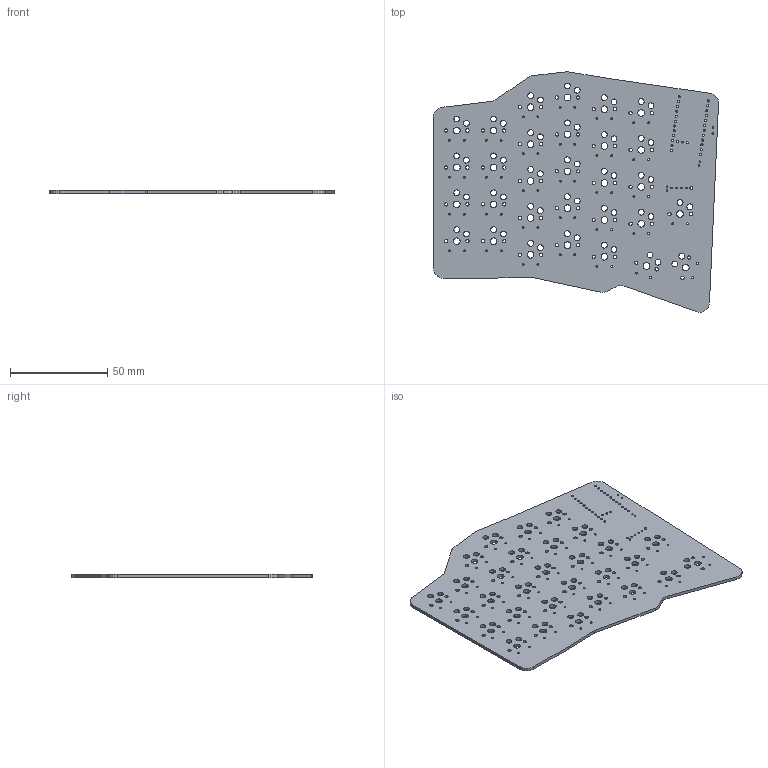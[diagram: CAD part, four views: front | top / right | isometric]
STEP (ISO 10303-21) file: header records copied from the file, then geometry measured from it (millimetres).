
FILE_DESCRIPTION(('KiCad electronic assembly'),'2;1');
FILE_NAME('left8_scrollwheel.step','2025-02-22T09:34:25',('Pcbnew'),( 'Kicad'),'Open CASCADE STEP processor 7.8','KiCad to STEP converter' ,'Unknown');
FILE_SCHEMA(('AUTOMOTIVE_DESIGN { 1 0 10303 214 1 1 1 1 }'));
Length unit declared in the file: millimetre
Products named in the file (2): left8_scrollwheel 1; left8_scrollwheel_PCB
Assembly tree (1 placements, depth 2):
  left8_scrollwheel 1
    left8_scrollwheel_PCB
Bounding box: 146.8 x 123.78 x 1.6 mm (x, y, z)
Volume: 22405.5 mm3; surface area: 31224.6 mm2
Topology: 1 solids, 1 shells, 283 faces, 843 edges, 562 vertices
Faces by surface type: cylinder 258, plane 25
Full cylindrical faces by diameter (mm): 0.75 x2, 0.9 x8, 0.991 x60, 1.092 x27, 1.5 x1, 1.702 x60, 3 x60, 3.429 x30
Entity records: 10842 total; most frequent: DIRECTION 1929, CARTESIAN_POINT 1690, ORIENTED_EDGE 1686, EDGE_CURVE 843, AXIS2_PLACEMENT_3D 801, FACE_BOUND 779, EDGE_LOOP 779, VERTEX_POINT 562
